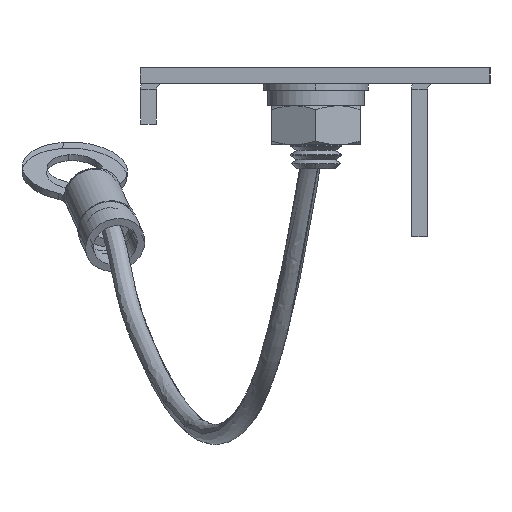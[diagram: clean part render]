
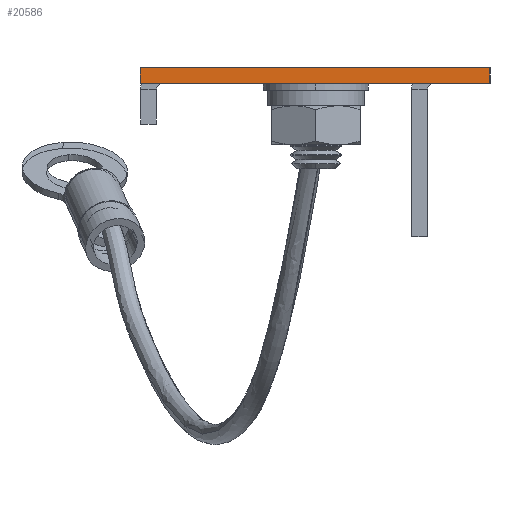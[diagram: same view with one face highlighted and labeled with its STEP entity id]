
A CAD part, left-side view. The second image highlights one B-rep face of the part: STEP entity #20586.
In plain terms, the highlighted planar face has unit normal (-1, 0, 0).
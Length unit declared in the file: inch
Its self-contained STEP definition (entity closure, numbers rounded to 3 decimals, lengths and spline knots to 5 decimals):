
#678 = CARTESIAN_POINT ( 'NONE',  ( -9.5, 0.863, 0.0785 ) ) ;
#997 = AXIS2_PLACEMENT_3D ( 'NONE', #678, #26633, #17900 ) ;
#1687 = EDGE_CURVE ( 'NONE', #4361, #9730, #4769, .T. ) ;
#1868 = CARTESIAN_POINT ( 'NONE',  ( -9.5, 0.863, 0.001 ) ) ;
#1916 = CARTESIAN_POINT ( 'NONE',  ( -9.5, 0.863, 0.001 ) ) ;
#2156 = DIRECTION ( 'NONE',  ( 0., 0., -1. ) ) ;
#3300 = VERTEX_POINT ( 'NONE', #3568 ) ;
#3410 = VECTOR ( 'NONE', #25699, 39.37008 ) ;
#3568 = CARTESIAN_POINT ( 'NONE',  ( -9.5, -0.863, 0.0785 ) ) ;
#4272 = CARTESIAN_POINT ( 'NONE',  ( -9.5, 0.863, 0.0785 ) ) ;
#4361 = VERTEX_POINT ( 'NONE', #16140 ) ;
#4769 = LINE ( 'NONE', #21176, #3410 ) ;
#5089 = ORIENTED_EDGE ( 'NONE', *, *, #1687, .T. ) ;
#5709 = ORIENTED_EDGE ( 'NONE', *, *, #6523, .F. ) ;
#6202 = CARTESIAN_POINT ( 'NONE',  ( -9.5, -0.863, 0.001 ) ) ;
#6523 = EDGE_CURVE ( 'NONE', #3300, #22524, #13232, .T. ) ;
#6765 = VECTOR ( 'NONE', #19220, 39.37008 ) ;
#8002 = ORIENTED_EDGE ( 'NONE', *, *, #26366, .F. ) ;
#9107 = LINE ( 'NONE', #1868, #6765 ) ;
#9730 = VERTEX_POINT ( 'NONE', #1916 ) ;
#9806 = EDGE_LOOP ( 'NONE', ( #5089, #14264, #5709, #8002 ) ) ;
#10789 = CARTESIAN_POINT ( 'NONE',  ( -9.5, -0.863, 0.0785 ) ) ;
#13232 = LINE ( 'NONE', #10789, #14563 ) ;
#14264 = ORIENTED_EDGE ( 'NONE', *, *, #15257, .F. ) ;
#14563 = VECTOR ( 'NONE', #2156, 39.37008 ) ;
#15257 = EDGE_CURVE ( 'NONE', #22524, #9730, #9107, .T. ) ;
#16140 = CARTESIAN_POINT ( 'NONE',  ( -9.5, 0.863, 0.0785 ) ) ;
#17854 = LINE ( 'NONE', #4272, #27448 ) ;
#17900 = DIRECTION ( 'NONE',  ( 0., 0., -1. ) ) ;
#19220 = DIRECTION ( 'NONE',  ( 0., 1., 0. ) ) ;
#20586 = ADVANCED_FACE ( 'NONE', ( #23005 ), #26548, .F. ) ;
#21176 = CARTESIAN_POINT ( 'NONE',  ( -9.5, 0.863, 0.0785 ) ) ;
#22524 = VERTEX_POINT ( 'NONE', #6202 ) ;
#23005 = FACE_OUTER_BOUND ( 'NONE', #9806, .T. ) ;
#25699 = DIRECTION ( 'NONE',  ( 0., 0., -1. ) ) ;
#26366 = EDGE_CURVE ( 'NONE', #4361, #3300, #17854, .T. ) ;
#26548 = PLANE ( 'NONE',  #997 ) ;
#26633 = DIRECTION ( 'NONE',  ( 1., 0., 0. ) ) ;
#27448 = VECTOR ( 'NONE', #27962, 39.37008 ) ;
#27962 = DIRECTION ( 'NONE',  ( 0., -1., 0. ) ) ;
